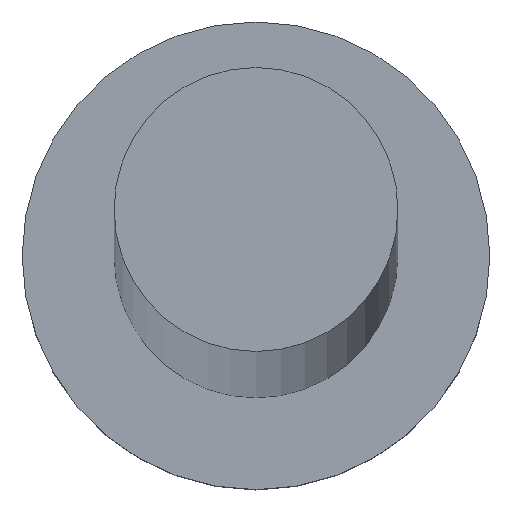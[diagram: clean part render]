
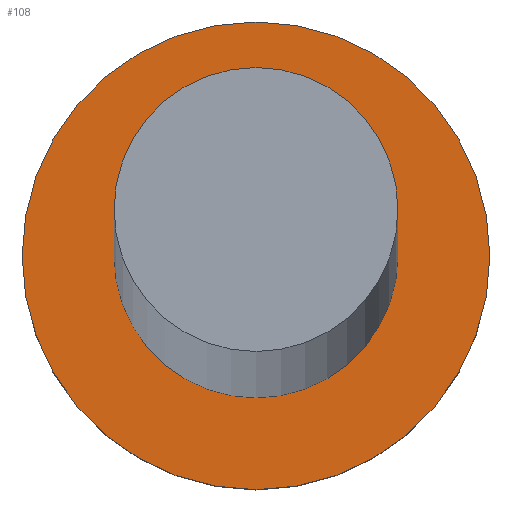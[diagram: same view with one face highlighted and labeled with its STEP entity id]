
A CAD part, top view. The second image highlights one B-rep face of the part: STEP entity #108.
In plain terms, the highlighted planar face has unit normal (0, 0, 1).
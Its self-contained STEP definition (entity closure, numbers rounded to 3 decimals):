
#13 = DIRECTION ( 'NONE',  ( 0., 0., 1. ) ) ;
#15 = CARTESIAN_POINT ( 'NONE',  ( -7., 0., 5. ) ) ;
#24 = CARTESIAN_POINT ( 'NONE',  ( 4.25, 0., 5. ) ) ;
#25 = VERTEX_POINT ( 'NONE', #24 ) ;
#33 = EDGE_CURVE ( 'NONE', #137, #25, #172, .T. ) ;
#43 = EDGE_CURVE ( 'NONE', #58, #242, #181, .T. ) ;
#45 = FACE_BOUND ( 'NONE', #237, .T. ) ;
#52 = AXIS2_PLACEMENT_3D ( 'NONE', #183, #71, #147 ) ;
#53 = DIRECTION ( 'NONE',  ( 1., 0., 0. ) ) ;
#54 = EDGE_CURVE ( 'NONE', #242, #58, #79, .T. ) ;
#56 = AXIS2_PLACEMENT_3D ( 'NONE', #64, #87, #169 ) ;
#58 = VERTEX_POINT ( 'NONE', #150 ) ;
#64 = CARTESIAN_POINT ( 'NONE',  ( 0., 0., 5. ) ) ;
#71 = DIRECTION ( 'NONE',  ( 0., 0., 1. ) ) ;
#75 = CIRCLE ( 'NONE', #125, 4.25 ) ;
#76 = DIRECTION ( 'NONE',  ( 0., 0., 1. ) ) ;
#79 = CIRCLE ( 'NONE', #52, 7. ) ;
#87 = DIRECTION ( 'NONE',  ( 0., 0., 1. ) ) ;
#88 = DIRECTION ( 'NONE',  ( 1., 0., 0. ) ) ;
#90 = AXIS2_PLACEMENT_3D ( 'NONE', #123, #13, #243 ) ;
#104 = ORIENTED_EDGE ( 'NONE', *, *, #251, .F. ) ;
#106 = DIRECTION ( 'NONE',  ( 0., 0., 1. ) ) ;
#108 = ADVANCED_FACE ( 'NONE', ( #45, #209 ), #149, .T. ) ;
#123 = CARTESIAN_POINT ( 'NONE',  ( 0., 0., 5. ) ) ;
#125 = AXIS2_PLACEMENT_3D ( 'NONE', #234, #76, #53 ) ;
#137 = VERTEX_POINT ( 'NONE', #197 ) ;
#147 = DIRECTION ( 'NONE',  ( 1., 0., 0. ) ) ;
#149 = PLANE ( 'NONE',  #154 ) ;
#150 = CARTESIAN_POINT ( 'NONE',  ( 7., 0., 5. ) ) ;
#154 = AXIS2_PLACEMENT_3D ( 'NONE', #167, #106, #88 ) ;
#158 = ORIENTED_EDGE ( 'NONE', *, *, #33, .F. ) ;
#167 = CARTESIAN_POINT ( 'NONE',  ( 0., 0., 5. ) ) ;
#169 = DIRECTION ( 'NONE',  ( 1., 0., 0. ) ) ;
#172 = CIRCLE ( 'NONE', #90, 4.25 ) ;
#181 = CIRCLE ( 'NONE', #56, 7. ) ;
#183 = CARTESIAN_POINT ( 'NONE',  ( 0., 0., 5. ) ) ;
#186 = ORIENTED_EDGE ( 'NONE', *, *, #43, .T. ) ;
#197 = CARTESIAN_POINT ( 'NONE',  ( -4.25, 0., 5. ) ) ;
#200 = EDGE_LOOP ( 'NONE', ( #219, #186 ) ) ;
#209 = FACE_OUTER_BOUND ( 'NONE', #200, .T. ) ;
#219 = ORIENTED_EDGE ( 'NONE', *, *, #54, .T. ) ;
#234 = CARTESIAN_POINT ( 'NONE',  ( 0., 0., 5. ) ) ;
#237 = EDGE_LOOP ( 'NONE', ( #158, #104 ) ) ;
#242 = VERTEX_POINT ( 'NONE', #15 ) ;
#243 = DIRECTION ( 'NONE',  ( 1., 0., 0. ) ) ;
#251 = EDGE_CURVE ( 'NONE', #25, #137, #75, .T. ) ;
